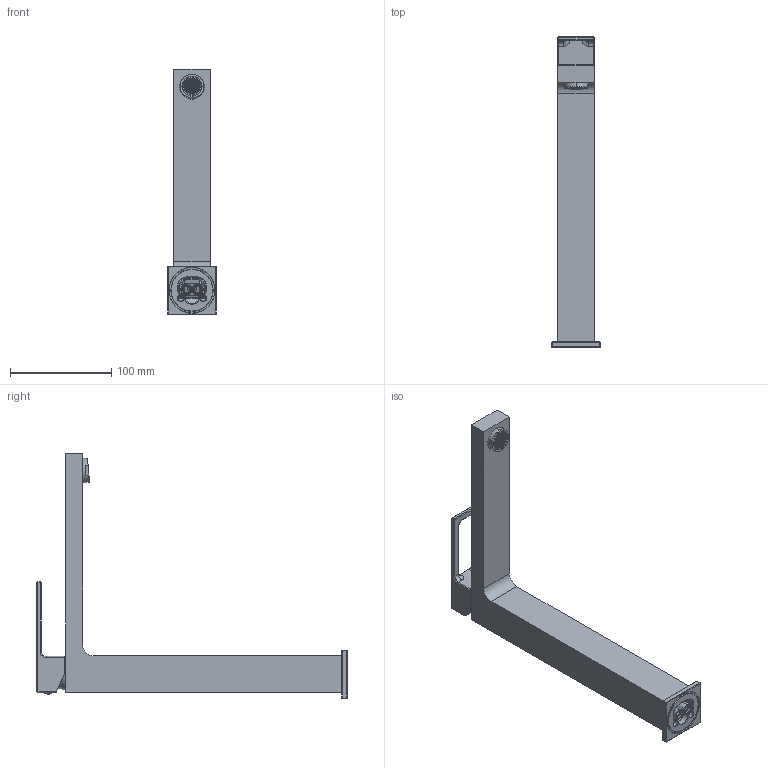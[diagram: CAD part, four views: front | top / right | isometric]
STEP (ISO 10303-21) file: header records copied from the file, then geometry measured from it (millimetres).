
FILE_DESCRIPTION((''),'2;1');
FILE_NAME('EF081CR','2021-01-14T09:25:18',('ut3'),('PAFFONI SpA'),'CREO PARAMETRIC BY PTC INC, 2020044','CREO PARAMETRIC BY PTC INC, 2020044','');
FILE_SCHEMA(('CONFIG_CONTROL_DESIGN','SHAPE_APPEARANCE_LAYERS_GROUPS'));
Products named in the file (1): EF081CR
Bounding box: 48 x 306.78 x 242.5 mm (x, y, z)
Volume: 208035.4 mm3; surface area: 136635.1 mm2
Topology: 6 solids, 6 shells, 1927 faces, 5469 edges, 3554 vertices
Faces by surface type: plane 1549, cylinder 219, cone 51, torus 50, sphere 38, bspline 20
Entity records: 69532 total; most frequent: CARTESIAN_POINT 13150, ORIENTED_EDGE 10934, DIRECTION 10650, EDGE_CURVE 5467, VECTOR 3862, LINE 3862, VERTEX_POINT 3554, AXIS2_PLACEMENT_3D 3394
